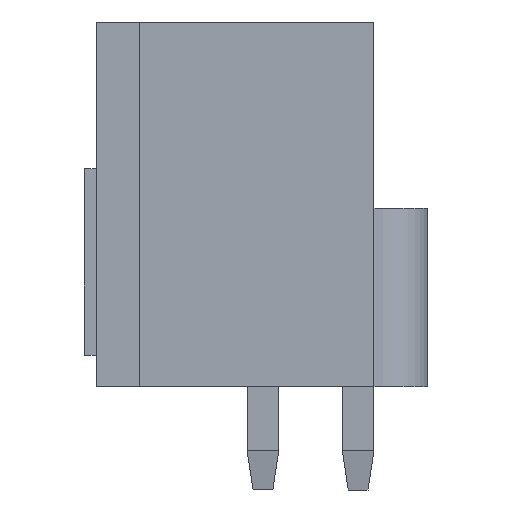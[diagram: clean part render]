
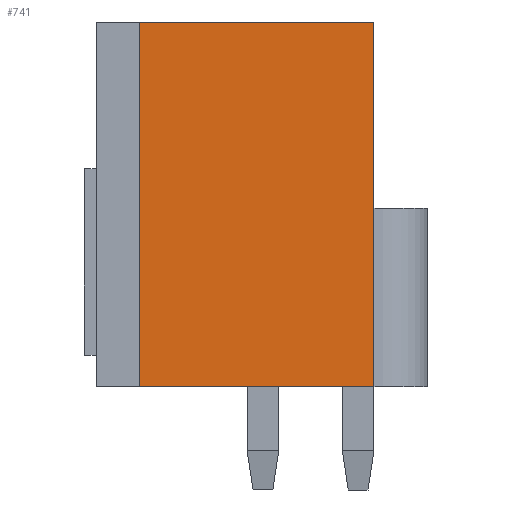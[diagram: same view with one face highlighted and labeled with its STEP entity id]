
A CAD part, left-side view. The second image highlights one B-rep face of the part: STEP entity #741.
In plain terms, the highlighted planar face has unit normal (-1, 0, 0).
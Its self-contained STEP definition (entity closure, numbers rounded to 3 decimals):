
#741 = ADVANCED_FACE( '', ( #1630 ), #1631, .T. );
#1630 = FACE_OUTER_BOUND( '', #2675, .T. );
#1631 = PLANE( '', #2676 );
#2675 = EDGE_LOOP( '', ( #4843, #4844, #4845, #4846 ) );
#2676 = AXIS2_PLACEMENT_3D( '', #4847, #4848, #4849 );
#4843 = ORIENTED_EDGE( '', *, *, #6303, .T. );
#4844 = ORIENTED_EDGE( '', *, *, #6720, .T. );
#4845 = ORIENTED_EDGE( '', *, *, #6575, .T. );
#4846 = ORIENTED_EDGE( '', *, *, #5998, .T. );
#4847 = CARTESIAN_POINT( '', ( -4.5, 0., 0. ) );
#4848 = DIRECTION( '', ( -1., 0., 0. ) );
#4849 = DIRECTION( '', ( 0., 0., 1. ) );
#5998 = EDGE_CURVE( '', #7188, #7186, #7189, .T. );
#6303 = EDGE_CURVE( '', #7186, #7702, #7704, .T. );
#6575 = EDGE_CURVE( '', #8096, #7188, #8097, .T. );
#6720 = EDGE_CURVE( '', #7702, #8096, #8291, .T. );
#7186 = VERTEX_POINT( '', #8892 );
#7188 = VERTEX_POINT( '', #8895 );
#7189 = LINE( '', #8896, #8897 );
#7702 = VERTEX_POINT( '', #9621 );
#7704 = LINE( '', #9624, #9625 );
#8096 = VERTEX_POINT( '', #10193 );
#8097 = LINE( '', #10194, #10195 );
#8291 = LINE( '', #10476, #10477 );
#8892 = CARTESIAN_POINT( '', ( -4.5, 5.9, 0. ) );
#8895 = CARTESIAN_POINT( '', ( -4.5, 5.9, 9.2 ) );
#8896 = CARTESIAN_POINT( '', ( -4.5, 5.9, 9.2 ) );
#8897 = VECTOR( '', #10967, 1000. );
#9621 = CARTESIAN_POINT( '', ( -4.5, 0., 0. ) );
#9624 = CARTESIAN_POINT( '', ( -4.5, 5.9, 0. ) );
#9625 = VECTOR( '', #11273, 1000. );
#10193 = CARTESIAN_POINT( '', ( -4.5, 0., 9.2 ) );
#10194 = CARTESIAN_POINT( '', ( -4.5, 0., 9.2 ) );
#10195 = VECTOR( '', #11531, 1000. );
#10476 = CARTESIAN_POINT( '', ( -4.5, 0., 0. ) );
#10477 = VECTOR( '', #11661, 1000. );
#10967 = DIRECTION( '', ( 0., 0., -1. ) );
#11273 = DIRECTION( '', ( 0., -1., 0. ) );
#11531 = DIRECTION( '', ( 0., 1., 0. ) );
#11661 = DIRECTION( '', ( 0., 0., 1. ) );
